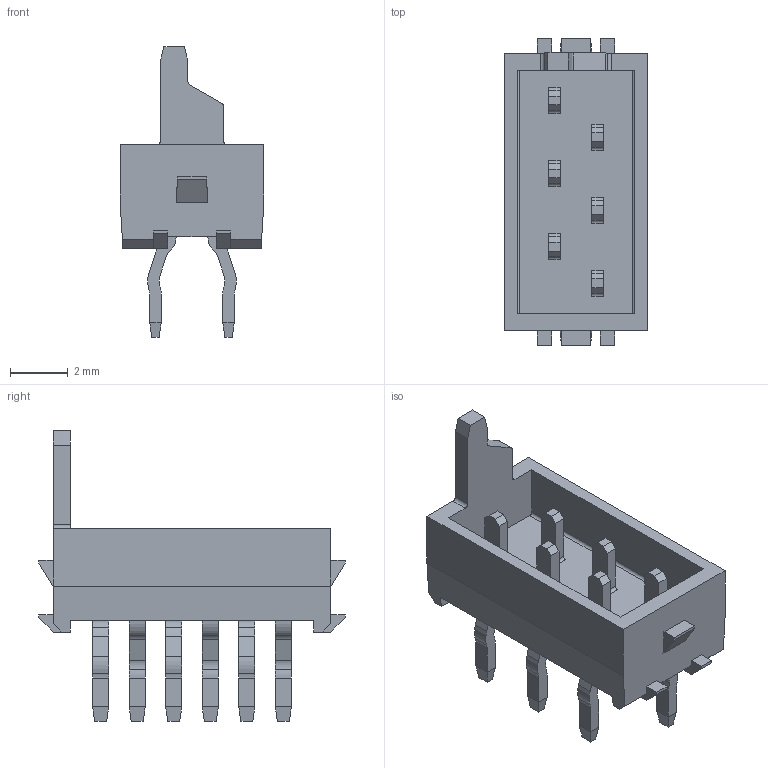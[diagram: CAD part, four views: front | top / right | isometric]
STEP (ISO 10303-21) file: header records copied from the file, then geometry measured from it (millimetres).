
FILE_DESCRIPTION(/* description */ ('Unknown'),/* implementation_level */ '2;1');
FILE_NAME(/* name */ 'J_Wurth_WR-MM_690357100672',/* time_stamp */ '2025-05-06T15:07:14+08:00',/* author */ ('Unknown'),/* organization */ ('Unknown'),/* preprocessor_version */ 'ST-DEVELOPER v19.4',/* originating_system */ 'Solid Edge',/* authorisation */ 'Unknown');
FILE_SCHEMA (('AUTOMOTIVE_DESIGN {1 0 10303 214 3 1 1}'));
Length unit declared in the file: millimetre
Products named in the file (2): J_Wurth_WR-MM_690357100672
Assembly tree (1 placements, depth 2):
  J_Wurth_WR-MM_690357100672
    J_Wurth_WR-MM_690357100672
Bounding box: 5 x 10.65 x 10.1 mm (x, y, z)
Volume: 100.9 mm3; surface area: 328.1 mm2
Topology: 1 solids, 13 shells, 344 faces, 852 edges, 560 vertices
Faces by surface type: plane 254, cylinder 90
Entity records: 12551 total; most frequent: CARTESIAN_POINT 1758, DIRECTION 1724, ORIENTED_EDGE 1704, EDGE_CURVE 852, LINE 672, VECTOR 672, VERTEX_POINT 560, AXIS2_PLACEMENT_3D 526
